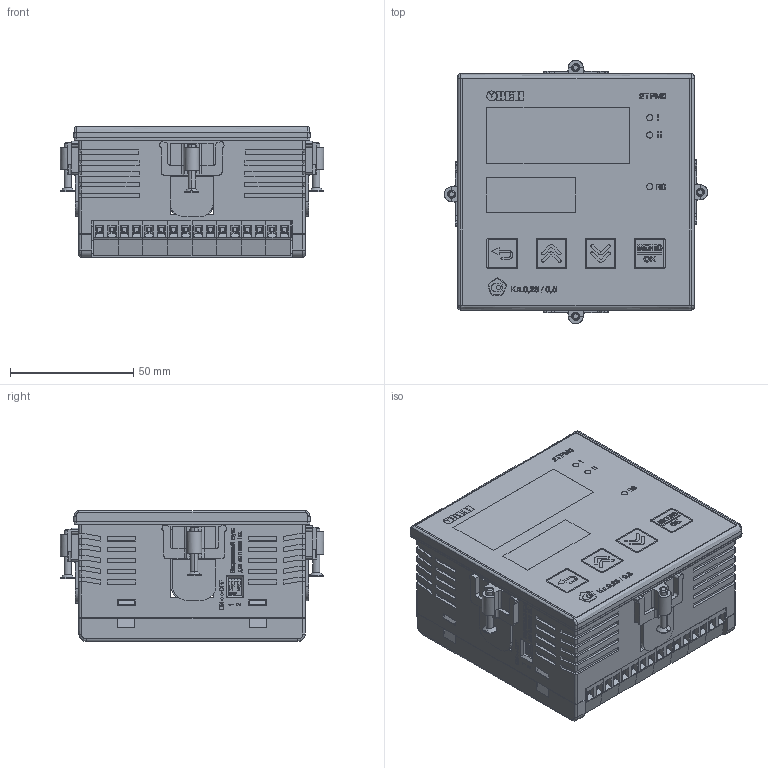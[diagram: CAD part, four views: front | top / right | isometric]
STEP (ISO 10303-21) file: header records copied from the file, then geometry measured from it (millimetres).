
FILE_DESCRIPTION (( 'STEP AP214' ), '1' );
FILE_NAME ('3D ������ 2���0-�1.�2.RS.STEP', '2021-02-26T20:35:09', ( '' ), ( '' ), 'SwSTEP 2.0', 'SolidWorks 2015', '' );
FILE_SCHEMA (( 'AUTOMOTIVE_DESIGN' ));
Length unit declared in the file: millimetre
Products named in the file (10): ã¯«®â­¨â¥«ì­ ï à¥§¨­ª ; ‚¨­â ä¨ªá â®à ; ‹¨æ¥¢ ï ¯ ­¥«ì_00; 3D ������ 2���0-�1.�2.RS; 罘･ｫ 茯ｪ癶箘燿_00; 娻腓獱; 完牘聶; 姭ガ瑺_prt_00; DIP-¯¥à¥ª«îç â¥«ì; 敤犫
Assembly tree (19 placements, depth 3):
  3D ������ 2���0-�1.�2.RS
    完牘聶
    娻腓獱
    ã¯«®â­¨â¥«ì­ ï à¥§¨­ª 
    DIP-¯¥à¥ª«îç â¥«ì
    罘･ｫ 茯ｪ癶箘燿_00  x4
      敤犫
      ‚¨­â ä¨ªá â®à 
    姭ガ瑺_prt_00  x8
    ‹¨æ¥¢ ï ¯ ­¥«ì_00
Bounding box: 107 x 107 x 53.2 mm (x, y, z)
Volume: 119169.2 mm3; surface area: 118384.7 mm2
Topology: 37 solids, 37 shells, 8057 faces, 22356 edges, 14689 vertices
Faces by surface type: plane 7178, cylinder 433, bspline 272, torus 112, cone 62
Entity records: 268550 total; most frequent: CARTESIAN_POINT 43827, ORIENTED_EDGE 34836, DIRECTION 28331, EDGE_CURVE 17418, LINE 16129, VECTOR 16129, VERTEX_POINT 11533, EDGE_LOOP 6463
